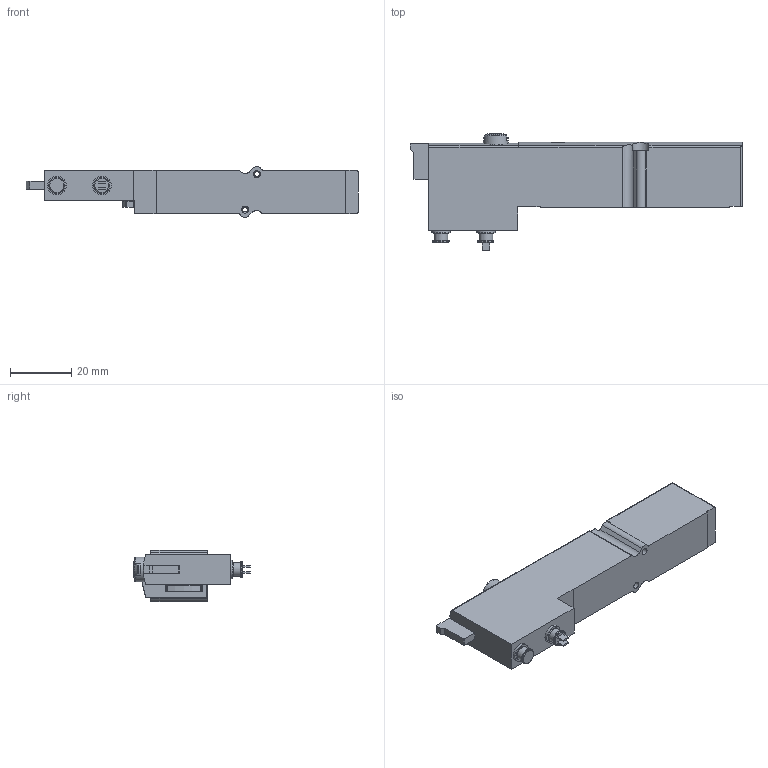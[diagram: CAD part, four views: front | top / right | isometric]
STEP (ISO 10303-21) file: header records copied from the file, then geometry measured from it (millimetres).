
FILE_DESCRIPTION(/* description */ ('STEP AP214'),/* implementation_level */ '2;1');
FILE_NAME(/* name */ '578811_VMPA14-M1HF-W-PI',/* time_stamp */ '2024-09-16T16:46:41+02:00',/* author */ ('License CC BY-ND 4.0'),/* organization */ ('CADENAS'),/* preprocessor_version */ 'ST-DEVELOPER v19.3',/* originating_system */ 'PARTsolutions',/* authorisation */ ' ');
FILE_SCHEMA (('AUTOMOTIVE_DESIGN {1 0 10303 214 3 1 1}'));
Length unit declared in the file: millimetre
Products named in the file (1): 578811 VMPA14-M1HF-W-PI
Bounding box: 108.5 x 38.19 x 16.7 mm (x, y, z)
Volume: 30275.6 mm3; surface area: 8821.6 mm2
Topology: 1 solids, 1 shells, 146 faces, 368 edges, 238 vertices
Faces by surface type: plane 84, cylinder 42, torus 11, cone 8, sphere 1
Full cylindrical faces by diameter (mm): 2.3 x4, 3.9 x1, 4.5 x2, 5.3 x2, 6.1 x2, 8.1 x1
Entity records: 4291 total; most frequent: CARTESIAN_POINT 763, DIRECTION 754, ORIENTED_EDGE 676, EDGE_CURVE 338, AXIS2_PLACEMENT_3D 278, VERTEX_POINT 236, LINE 198, VECTOR 198
